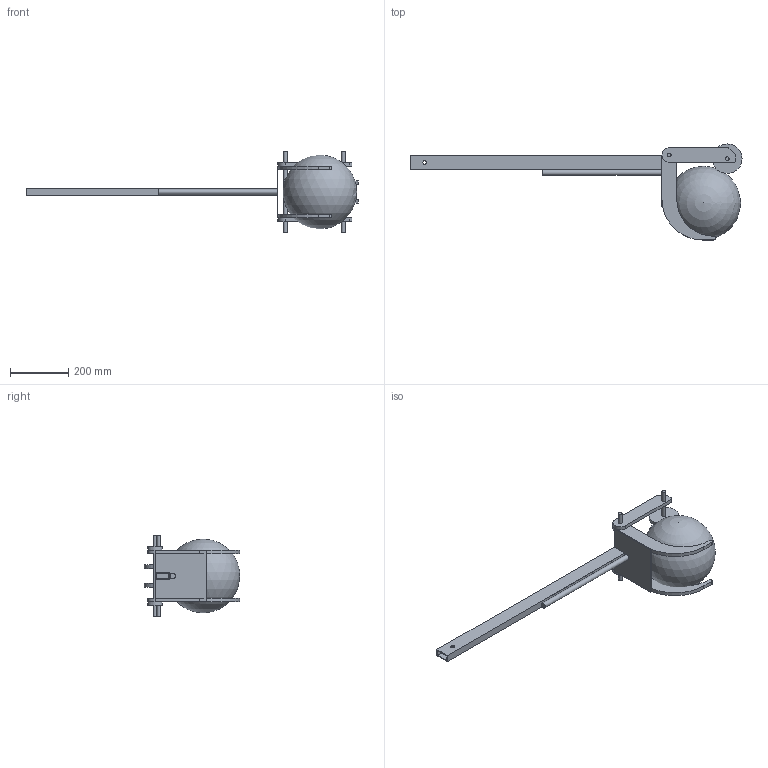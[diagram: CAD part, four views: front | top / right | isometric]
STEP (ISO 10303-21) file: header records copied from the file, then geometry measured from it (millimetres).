
FILE_DESCRIPTION(/* description */ (''),/* implementation_level */ '2;1');
FILE_NAME(/* name */ 'Intake Claw Prototype.stp',/* time_stamp */ '2016-01-27T19:57:54-05:00',/* author */ ('Mentor1102'),/* organization */ (''),/* preprocessor_version */ 'ST-DEVELOPER v16.1',/* originating_system */ 'Autodesk Inventor 2016',/* authorisation */ '');
FILE_SCHEMA (('AUTOMOTIVE_DESIGN { 1 0 10303 214 3 1 1 }'));
Length unit declared in the file: inch
Products named in the file (9): Top IntakeBar; Bottom IntakeBar; Boulder; HalfIn Hex Standin; Intake Roller; ClawPlate; ArmBar; Pneumatic Cylinder Standin; Intake Claw Prototype
Assembly tree (12 placements, depth 2):
  Intake Claw Prototype
    Top IntakeBar  x2
    Bottom IntakeBar  x2
    Boulder
    HalfIn Hex Standin  x2
    Intake Roller  x2
    ClawPlate
    ArmBar
    Pneumatic Cylinder Standin
Bounding box: 1142.05 x 330.21 x 279.4 mm (x, y, z)
Volume: 10181544.1 mm3; surface area: 753079.8 mm2
Topology: 12 solids, 12 shells, 80 faces, 174 edges, 116 vertices
Faces by surface type: plane 48, cylinder 31, sphere 1
Full cylindrical faces by diameter (mm): 12.7 x12, 19.05 x1, 101.6 x2
Entity records: 1598 total; most frequent: DIRECTION 279, CARTESIAN_POINT 246, ORIENTED_EDGE 200, AXIS2_PLACEMENT_3D 107, EDGE_CURVE 100, EDGE_LOOP 74, VERTEX_POINT 74, LINE 65
